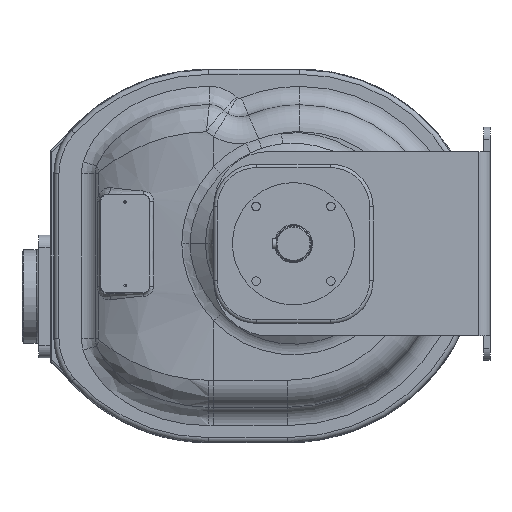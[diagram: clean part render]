
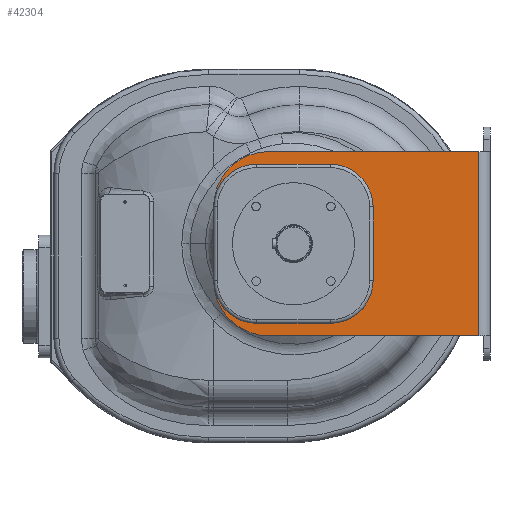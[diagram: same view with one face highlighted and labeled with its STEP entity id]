
A CAD part, left-side view. The second image highlights one B-rep face of the part: STEP entity #42304.
In plain terms, the highlighted planar face has unit normal (-1, 0, 0).
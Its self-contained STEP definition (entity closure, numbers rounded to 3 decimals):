
#13107=DIRECTION('',(0.,0.,1.));
#13108=VECTOR('',#13107,150.);
#13109=CARTESIAN_POINT('',(-279.,-151.,-75.));
#13110=LINE('',#13109,#13108);
#13282=CARTESIAN_POINT('',(-279.,20.,-30.));
#13283=DIRECTION('',(1.,0.,0.));
#13284=DIRECTION('',(0.,0.,-1.));
#13285=AXIS2_PLACEMENT_3D('',#13282,#13283,#13284);
#13287=DIRECTION('',(0.,0.,1.));
#13288=VECTOR('',#13287,60.);
#13289=CARTESIAN_POINT('',(-279.,65.,-30.));
#13290=LINE('',#13289,#13288);
#13291=CARTESIAN_POINT('',(-279.,20.,30.));
#13292=DIRECTION('',(1.,0.,0.));
#13293=DIRECTION('',(0.,1.,0.));
#13294=AXIS2_PLACEMENT_3D('',#13291,#13292,#13293);
#13296=DIRECTION('',(0.,-1.,0.));
#13297=VECTOR('',#13296,171.);
#13298=CARTESIAN_POINT('',(-279.,20.,75.));
#13299=LINE('',#13298,#13297);
#13300=DIRECTION('',(0.,1.,0.));
#13301=VECTOR('',#13300,171.);
#13302=CARTESIAN_POINT('',(-279.,-151.,-75.));
#13303=LINE('',#13302,#13301);
#13304=DIRECTION('',(0.,0.,1.));
#13305=VECTOR('',#13304,60.);
#13306=CARTESIAN_POINT('',(-279.,-64.828,-30.));
#13307=LINE('',#13306,#13305);
#13313=CARTESIAN_POINT('',(-279.,-30.,-30.));
#13314=DIRECTION('',(-1.,0.,0.));
#13315=DIRECTION('',(0.,0.,-1.));
#13316=AXIS2_PLACEMENT_3D('',#13313,#13314,#13315);
#13323=DIRECTION('',(0.,-1.,0.));
#13324=VECTOR('',#13323,60.);
#13325=CARTESIAN_POINT('',(-279.,30.,-64.828));
#13326=LINE('',#13325,#13324);
#13332=CARTESIAN_POINT('',(-279.,30.,-30.));
#13333=DIRECTION('',(-1.,0.,0.));
#13334=DIRECTION('',(0.,1.,0.));
#13335=AXIS2_PLACEMENT_3D('',#13332,#13333,#13334);
#13342=DIRECTION('',(0.,0.,-1.));
#13343=VECTOR('',#13342,60.);
#13344=CARTESIAN_POINT('',(-279.,64.828,30.));
#13345=LINE('',#13344,#13343);
#13351=CARTESIAN_POINT('',(-279.,30.,30.));
#13352=DIRECTION('',(-1.,0.,0.));
#13353=DIRECTION('',(0.,0.,1.));
#13354=AXIS2_PLACEMENT_3D('',#13351,#13352,#13353);
#13361=DIRECTION('',(0.,1.,0.));
#13362=VECTOR('',#13361,60.);
#13363=CARTESIAN_POINT('',(-279.,-30.,64.828));
#13364=LINE('',#13363,#13362);
#13370=CARTESIAN_POINT('',(-279.,-30.,30.));
#13371=DIRECTION('',(-1.,0.,0.));
#13372=DIRECTION('',(0.,-1.,0.));
#13373=AXIS2_PLACEMENT_3D('',#13370,#13371,#13372);
#22496=CARTESIAN_POINT('',(-279.,20.,-75.));
#22498=VERTEX_POINT('',#22496);
#22499=CARTESIAN_POINT('',(-279.,-151.,-75.));
#22500=VERTEX_POINT('',#22499);
#22501=CARTESIAN_POINT('',(-279.,20.,75.));
#22502=CARTESIAN_POINT('',(-279.,-151.,75.));
#22503=VERTEX_POINT('',#22501);
#22504=VERTEX_POINT('',#22502);
#22551=CARTESIAN_POINT('',(-279.,65.,-30.));
#22552=VERTEX_POINT('',#22551);
#22553=CARTESIAN_POINT('',(-279.,65.,30.));
#22554=VERTEX_POINT('',#22553);
#22587=CARTESIAN_POINT('',(-279.,-64.828,-30.));
#22588=CARTESIAN_POINT('',(-279.,-64.828,30.));
#22589=VERTEX_POINT('',#22587);
#22590=VERTEX_POINT('',#22588);
#22591=CARTESIAN_POINT('',(-279.,-30.,-64.828));
#22592=VERTEX_POINT('',#22591);
#22593=CARTESIAN_POINT('',(-279.,30.,-64.828));
#22594=VERTEX_POINT('',#22593);
#22595=CARTESIAN_POINT('',(-279.,64.828,-30.));
#22596=VERTEX_POINT('',#22595);
#22597=CARTESIAN_POINT('',(-279.,64.828,30.));
#22598=VERTEX_POINT('',#22597);
#22599=CARTESIAN_POINT('',(-279.,30.,64.828));
#22600=VERTEX_POINT('',#22599);
#22601=CARTESIAN_POINT('',(-279.,-30.,64.828));
#22602=VERTEX_POINT('',#22601);
#42273=CARTESIAN_POINT('',(-279.,0.,0.));
#42274=DIRECTION('',(1.,0.,0.));
#42275=DIRECTION('',(0.,0.,-1.));
#42276=AXIS2_PLACEMENT_3D('',#42273,#42274,#42275);
#42277=PLANE('',#42276);
#42278=ORIENTED_EDGE('',*,*,#42259,.T.);
#42279=ORIENTED_EDGE('',*,*,#41872,.T.);
#42280=ORIENTED_EDGE('',*,*,#41922,.T.);
#42281=ORIENTED_EDGE('',*,*,#41942,.T.);
#42282=ORIENTED_EDGE('',*,*,#41986,.F.);
#42283=ORIENTED_EDGE('',*,*,#42240,.T.);
#42284=EDGE_LOOP('',(#42278,#42279,#42280,#42281,#42282,#42283));
#42285=FACE_OUTER_BOUND('',#42284,.F.);
#42287=ORIENTED_EDGE('',*,*,#42286,.T.);
#42289=ORIENTED_EDGE('',*,*,#42288,.T.);
#42291=ORIENTED_EDGE('',*,*,#42290,.T.);
#42293=ORIENTED_EDGE('',*,*,#42292,.T.);
#42295=ORIENTED_EDGE('',*,*,#42294,.T.);
#42297=ORIENTED_EDGE('',*,*,#42296,.T.);
#42299=ORIENTED_EDGE('',*,*,#42298,.T.);
#42301=ORIENTED_EDGE('',*,*,#42300,.T.);
#42302=EDGE_LOOP('',(#42287,#42289,#42291,#42293,#42295,#42297,#42299,#42301));
#42303=FACE_BOUND('',#42302,.F.);
#13286=CIRCLE('',#13285,45.);
#13295=CIRCLE('',#13294,45.);
#13317=CIRCLE('',#13316,34.828);
#13336=CIRCLE('',#13335,34.828);
#13355=CIRCLE('',#13354,34.828);
#13374=CIRCLE('',#13373,34.828);
#41872=EDGE_CURVE('',#22552,#22554,#13290,.T.);
#41922=EDGE_CURVE('',#22554,#22503,#13295,.T.);
#41942=EDGE_CURVE('',#22503,#22504,#13299,.T.);
#41986=EDGE_CURVE('',#22500,#22504,#13110,.T.);
#42240=EDGE_CURVE('',#22500,#22498,#13303,.T.);
#42259=EDGE_CURVE('',#22498,#22552,#13286,.T.);
#42286=EDGE_CURVE('',#22589,#22590,#13307,.T.);
#42288=EDGE_CURVE('',#22590,#22602,#13374,.T.);
#42290=EDGE_CURVE('',#22602,#22600,#13364,.T.);
#42292=EDGE_CURVE('',#22600,#22598,#13355,.T.);
#42294=EDGE_CURVE('',#22598,#22596,#13345,.T.);
#42296=EDGE_CURVE('',#22596,#22594,#13336,.T.);
#42298=EDGE_CURVE('',#22594,#22592,#13326,.T.);
#42300=EDGE_CURVE('',#22592,#22589,#13317,.T.);
#42304=ADVANCED_FACE('',(#42285,#42303),#42277,.F.);
